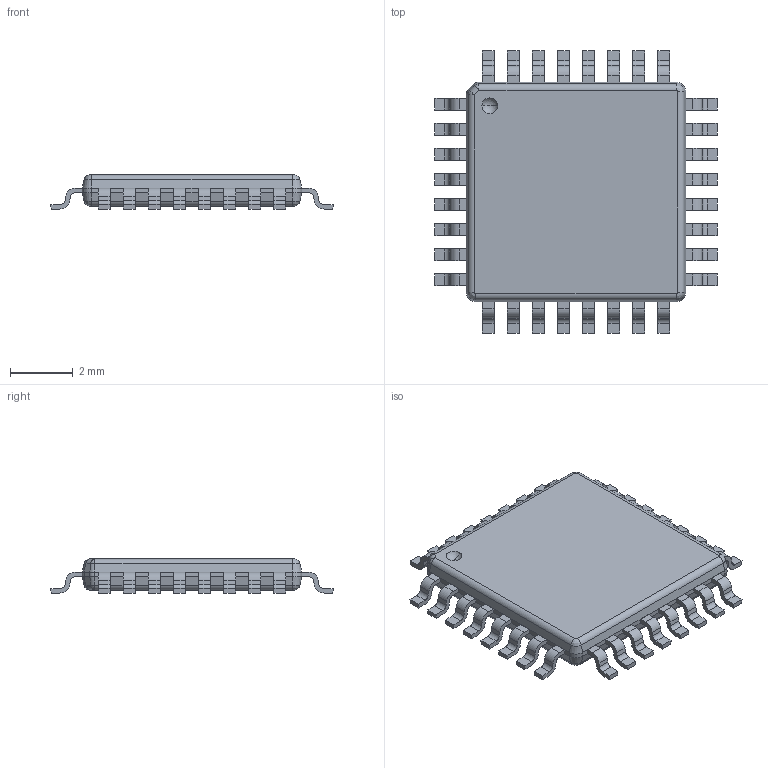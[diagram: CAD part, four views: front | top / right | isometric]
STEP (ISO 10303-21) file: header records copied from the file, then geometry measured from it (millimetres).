
FILE_DESCRIPTION((''),'2;1');
FILE_NAME('PJT0032A_ASM','2023-05-17T15:29:04',('a0412086'),(''),'CREO PARAMETRIC BY PTC INC, 2018500','CREO PARAMETRIC BY PTC INC, 2018500','');
FILE_SCHEMA(('CONFIG_CONTROL_DESIGN','SHAPE_APPEARANCE_LAYERS_GROUPS'));
Length unit declared in the file: millimetre
Products named in the file (3): BODY; LEAD-QFP; PJT0032A_ASM
Assembly tree (33 placements, depth 2):
  PJT0032A_ASM
    BODY
    LEAD-QFP  x32
Bounding box: 9 x 9 x 1.1 mm (x, y, z)
Volume: 49.9 mm3; surface area: 165.4 mm2
Topology: 33 solids, 33 shells, 502 faces, 1272 edges, 835 vertices
Faces by surface type: plane 337, cylinder 147, bspline 6, cone 6, sphere 6
Entity records: 2799 total; most frequent: CARTESIAN_POINT 483, DIRECTION 392, ORIENTED_EDGE 308, PRESENTATION_STYLE_ASSIGNMENT 156, STYLED_ITEM 156, CURVE_STYLE 154, EDGE_CURVE 154, AXIS2_PLACEMENT_3D 152
